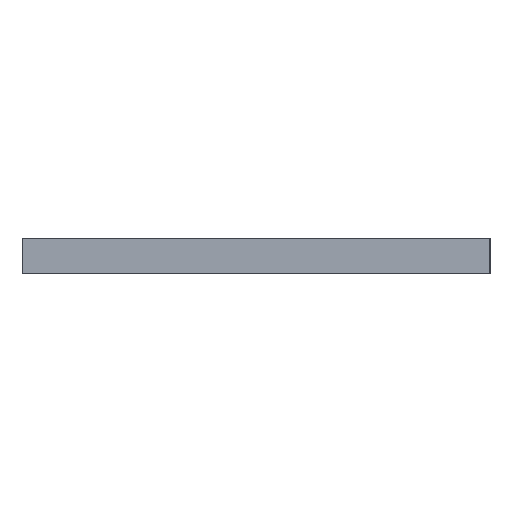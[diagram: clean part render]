
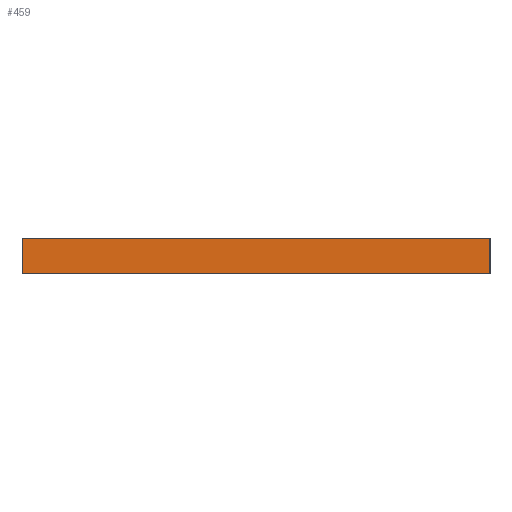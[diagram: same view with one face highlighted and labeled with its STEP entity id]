
A CAD part, left-side view. The second image highlights one B-rep face of the part: STEP entity #459.
In plain terms, the highlighted planar face has unit normal (-1, 0, 0).
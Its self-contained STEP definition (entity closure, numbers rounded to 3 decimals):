
#88 = VECTOR ( 'NONE', #543, 1000. ) ;
#181 = ORIENTED_EDGE ( 'NONE', *, *, #1005, .T. ) ;
#211 = CARTESIAN_POINT ( 'NONE',  ( -15.55, 310., 3. ) ) ;
#229 = ORIENTED_EDGE ( 'NONE', *, *, #1006, .F. ) ;
#238 = VERTEX_POINT ( 'NONE', #642 ) ;
#256 = VECTOR ( 'NONE', #917, 1000. ) ;
#283 = PLANE ( 'NONE',  #421 ) ;
#302 = CARTESIAN_POINT ( 'NONE',  ( -15.55, 310., 3. ) ) ;
#306 = CARTESIAN_POINT ( 'NONE',  ( -15.55, 310., 0. ) ) ;
#314 = ORIENTED_EDGE ( 'NONE', *, *, #951, .T. ) ;
#321 = CARTESIAN_POINT ( 'NONE',  ( -15.55, 350., 3. ) ) ;
#380 = FACE_OUTER_BOUND ( 'NONE', #802, .T. ) ;
#382 = VECTOR ( 'NONE', #941, 1000. ) ;
#411 = DIRECTION ( 'NONE',  ( 0., 1., 0. ) ) ;
#421 = AXIS2_PLACEMENT_3D ( 'NONE', #211, #926, #990 ) ;
#459 = ADVANCED_FACE ( 'NONE', ( #380 ), #283, .T. ) ;
#514 = VECTOR ( 'NONE', #411, 1000. ) ;
#543 = DIRECTION ( 'NONE',  ( 0., 0., -1. ) ) ;
#548 = LINE ( 'NONE', #321, #382 ) ;
#587 = ORIENTED_EDGE ( 'NONE', *, *, #693, .F. ) ;
#618 = LINE ( 'NONE', #869, #88 ) ;
#639 = VERTEX_POINT ( 'NONE', #717 ) ;
#642 = CARTESIAN_POINT ( 'NONE',  ( -15.55, 350., 3. ) ) ;
#652 = VERTEX_POINT ( 'NONE', #779 ) ;
#693 = EDGE_CURVE ( 'NONE', #999, #639, #807, .T. ) ;
#717 = CARTESIAN_POINT ( 'NONE',  ( -15.55, 350., 0. ) ) ;
#779 = CARTESIAN_POINT ( 'NONE',  ( -15.55, 310., 3. ) ) ;
#802 = EDGE_LOOP ( 'NONE', ( #587, #229, #314, #181 ) ) ;
#807 = LINE ( 'NONE', #892, #514 ) ;
#869 = CARTESIAN_POINT ( 'NONE',  ( -15.55, 310., 3. ) ) ;
#892 = CARTESIAN_POINT ( 'NONE',  ( -15.55, 310., 0. ) ) ;
#910 = LINE ( 'NONE', #302, #256 ) ;
#917 = DIRECTION ( 'NONE',  ( 0., 1., 0. ) ) ;
#926 = DIRECTION ( 'NONE',  ( -1., 0., 0. ) ) ;
#941 = DIRECTION ( 'NONE',  ( 0., 0., -1. ) ) ;
#951 = EDGE_CURVE ( 'NONE', #652, #238, #910, .T. ) ;
#990 = DIRECTION ( 'NONE',  ( 0., 0., 1. ) ) ;
#999 = VERTEX_POINT ( 'NONE', #306 ) ;
#1005 = EDGE_CURVE ( 'NONE', #238, #639, #548, .T. ) ;
#1006 = EDGE_CURVE ( 'NONE', #652, #999, #618, .T. ) ;
